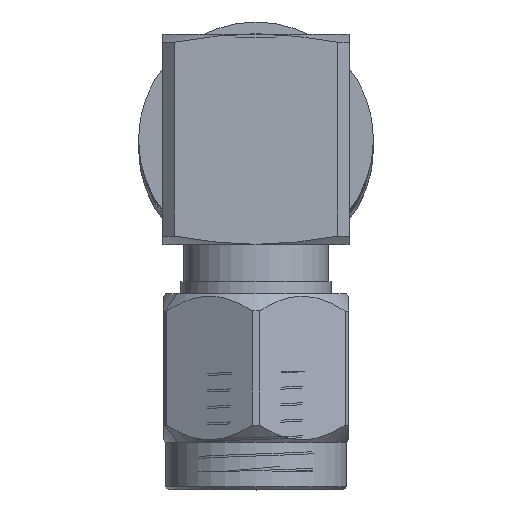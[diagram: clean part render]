
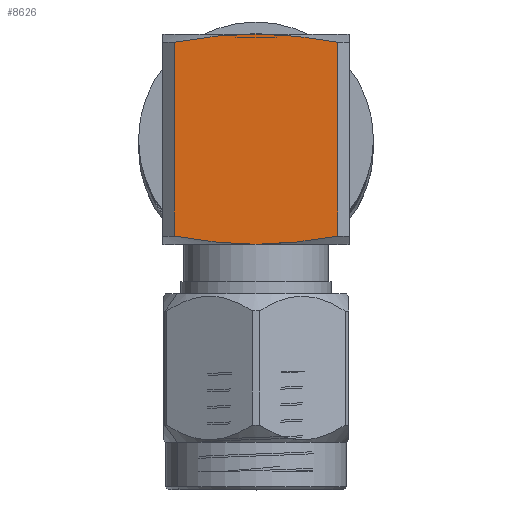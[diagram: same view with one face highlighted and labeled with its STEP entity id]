
A CAD part, top view. The second image highlights one B-rep face of the part: STEP entity #8626.
In plain terms, the highlighted face is planar.
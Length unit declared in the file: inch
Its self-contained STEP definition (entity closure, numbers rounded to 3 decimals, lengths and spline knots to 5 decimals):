
#56 = CARTESIAN_POINT ( 'NONE',  ( 0.17717, 0.15748, 0. ) ) ;
#344 = CARTESIAN_POINT ( 'NONE',  ( -0.17717, 0.15748, 0. ) ) ;
#478 = CARTESIAN_POINT ( 'NONE',  ( 0.17717, 0.15748, -0.02298 ) ) ;
#501 = CARTESIAN_POINT ( 'NONE',  ( 0.16735, 0.15748, 0.11476 ) ) ;
#855 = B_SPLINE_CURVE_WITH_KNOTS ( 'NONE', 3,
 ( #6924, #6251, #8456, #2820, #6415, #2114 ),
 .UNSPECIFIED., .F., .F.,
 ( 4, 2, 4 ),
 ( 0.00831, 0.01007, 0.01183 ),
 .UNSPECIFIED. ) ;
#1052 = B_SPLINE_CURVE_WITH_KNOTS ( 'NONE', 3,
 ( #2670, #4148, #4085, #5445, #501, #8983 ),
 .UNSPECIFIED., .F., .F.,
 ( 4, 2, 4 ),
 ( 0.00831, 0.01007, 0.01183 ),
 .UNSPECIFIED. ) ;
#1321 = VERTEX_POINT ( 'NONE', #1413 ) ;
#1413 = CARTESIAN_POINT ( 'NONE',  ( -0.16335, 0.15748, -0.13748 ) ) ;
#1562 = CARTESIAN_POINT ( 'NONE',  ( -0.17717, 0.15748, -0.02298 ) ) ;
#1770 = ORIENTED_EDGE ( 'NONE', *, *, #8297, .F. ) ;
#2113 = VERTEX_POINT ( 'NONE', #344 ) ;
#2114 = CARTESIAN_POINT ( 'NONE',  ( -0.16335, 0.15748, 0.13748 ) ) ;
#2118 = ORIENTED_EDGE ( 'NONE', *, *, #5413, .F. ) ;
#2149 = VERTEX_POINT ( 'NONE', #56 ) ;
#2289 = CARTESIAN_POINT ( 'NONE',  ( -0.16335, 0.15748, -0.13748 ) ) ;
#2547 = CARTESIAN_POINT ( 'NONE',  ( -0.17717, 0.15748, 0.15748 ) ) ;
#2626 = CARTESIAN_POINT ( 'NONE',  ( 0.17085, 0.15748, -0.09175 ) ) ;
#2670 = CARTESIAN_POINT ( 'NONE',  ( 0.17717, 0.15748, 0. ) ) ;
#2675 = VECTOR ( 'NONE', #7541, 39.37008 ) ;
#2748 = B_SPLINE_CURVE_WITH_KNOTS ( 'NONE', 3,
 ( #3221, #8818, #2626, #6841, #478, #4723 ),
 .UNSPECIFIED., .F., .F.,
 ( 4, 2, 4 ),
 ( 0.00478, 0.00654, 0.00831 ),
 .UNSPECIFIED. ) ;
#2765 = VERTEX_POINT ( 'NONE', #3353 ) ;
#2820 = CARTESIAN_POINT ( 'NONE',  ( -0.17084, 0.15748, 0.09184 ) ) ;
#2907 = VERTEX_POINT ( 'NONE', #8351 ) ;
#3171 = EDGE_CURVE ( 'NONE', #1321, #2113, #7799, .T. ) ;
#3221 = CARTESIAN_POINT ( 'NONE',  ( 0.16335, 0.15748, -0.13748 ) ) ;
#3283 = ORIENTED_EDGE ( 'NONE', *, *, #3171, .T. ) ;
#3353 = CARTESIAN_POINT ( 'NONE',  ( 0.16335, 0.15748, 0.13748 ) ) ;
#3813 = CARTESIAN_POINT ( 'NONE',  ( -0.16335, 0.15748, 0.13748 ) ) ;
#3857 = DIRECTION ( 'NONE',  ( 0., 0., -1. ) ) ;
#3903 = LINE ( 'NONE', #5864, #5893 ) ;
#4085 = CARTESIAN_POINT ( 'NONE',  ( 0.17578, 0.15748, 0.04587 ) ) ;
#4107 = LINE ( 'NONE', #6197, #2675 ) ;
#4148 = CARTESIAN_POINT ( 'NONE',  ( 0.17717, 0.15748, 0.02292 ) ) ;
#4351 = CARTESIAN_POINT ( 'NONE',  ( -0.17717, 0.15748, 0. ) ) ;
#4418 = DIRECTION ( 'NONE',  ( 1., 0., 0. ) ) ;
#4723 = CARTESIAN_POINT ( 'NONE',  ( 0.17717, 0.15748, 0. ) ) ;
#5233 = VERTEX_POINT ( 'NONE', #3813 ) ;
#5244 = EDGE_CURVE ( 'NONE', #5233, #2765, #3903, .T. ) ;
#5413 = EDGE_CURVE ( 'NONE', #2907, #2149, #2748, .T. ) ;
#5445 = CARTESIAN_POINT ( 'NONE',  ( 0.17084, 0.15748, 0.09184 ) ) ;
#5454 = ORIENTED_EDGE ( 'NONE', *, *, #6560, .T. ) ;
#5632 = ORIENTED_EDGE ( 'NONE', *, *, #8352, .T. ) ;
#5745 = ORIENTED_EDGE ( 'NONE', *, *, #5244, .T. ) ;
#5864 = CARTESIAN_POINT ( 'NONE',  ( -0.17717, 0.15748, 0.13748 ) ) ;
#5893 = VECTOR ( 'NONE', #4418, 39.37008 ) ;
#6063 = DIRECTION ( 'NONE',  ( 0., -1., 0. ) ) ;
#6197 = CARTESIAN_POINT ( 'NONE',  ( -0.15969, 0.15748, -0.13748 ) ) ;
#6251 = CARTESIAN_POINT ( 'NONE',  ( -0.17717, 0.15748, 0.02292 ) ) ;
#6415 = CARTESIAN_POINT ( 'NONE',  ( -0.16735, 0.15748, 0.11476 ) ) ;
#6560 = EDGE_CURVE ( 'NONE', #2907, #1321, #4107, .T. ) ;
#6602 = CARTESIAN_POINT ( 'NONE',  ( -0.16737, 0.15748, -0.11466 ) ) ;
#6841 = CARTESIAN_POINT ( 'NONE',  ( 0.17577, 0.15748, -0.04592 ) ) ;
#6924 = CARTESIAN_POINT ( 'NONE',  ( -0.17717, 0.15748, 0. ) ) ;
#6981 = FACE_OUTER_BOUND ( 'NONE', #7317, .T. ) ;
#7317 = EDGE_LOOP ( 'NONE', ( #2118, #5454, #3283, #5632, #5745, #1770 ) ) ;
#7541 = DIRECTION ( 'NONE',  ( -1., 0., 0. ) ) ;
#7799 = B_SPLINE_CURVE_WITH_KNOTS ( 'NONE', 3,
 ( #2289, #6602, #8598, #7964, #1562, #4351 ),
 .UNSPECIFIED., .F., .F.,
 ( 4, 2, 4 ),
 ( 0.00478, 0.00654, 0.00831 ),
 .UNSPECIFIED. ) ;
#7964 = CARTESIAN_POINT ( 'NONE',  ( -0.17577, 0.15748, -0.04592 ) ) ;
#8297 = EDGE_CURVE ( 'NONE', #2149, #2765, #1052, .T. ) ;
#8351 = CARTESIAN_POINT ( 'NONE',  ( 0.16335, 0.15748, -0.13748 ) ) ;
#8352 = EDGE_CURVE ( 'NONE', #2113, #5233, #855, .T. ) ;
#8456 = CARTESIAN_POINT ( 'NONE',  ( -0.17578, 0.15748, 0.04587 ) ) ;
#8598 = CARTESIAN_POINT ( 'NONE',  ( -0.17085, 0.15748, -0.09175 ) ) ;
#8626 = ADVANCED_FACE ( 'NONE', ( #6981 ), #8803, .F. ) ;
#8803 = PLANE ( 'NONE',  #9192 ) ;
#8818 = CARTESIAN_POINT ( 'NONE',  ( 0.16737, 0.15748, -0.11466 ) ) ;
#8983 = CARTESIAN_POINT ( 'NONE',  ( 0.16335, 0.15748, 0.13748 ) ) ;
#9192 = AXIS2_PLACEMENT_3D ( 'NONE', #2547, #6063, #3857 ) ;
